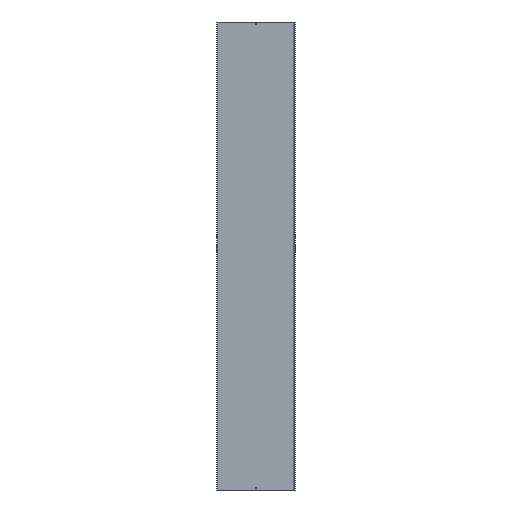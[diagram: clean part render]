
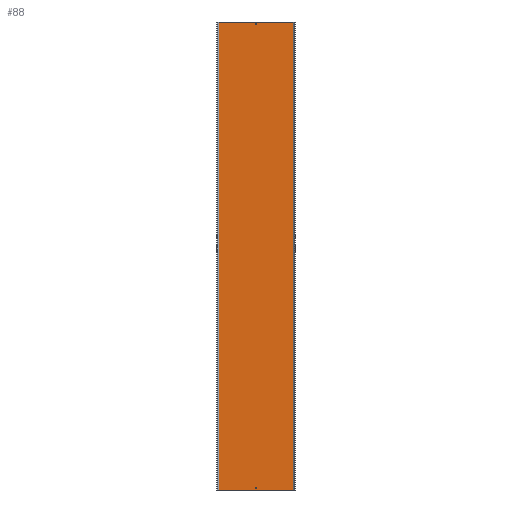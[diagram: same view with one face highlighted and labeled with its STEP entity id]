
A CAD part, front view. The second image highlights one B-rep face of the part: STEP entity #88.
In plain terms, the highlighted planar face has unit normal (0, -1, 0).
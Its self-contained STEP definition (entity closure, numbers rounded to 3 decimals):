
#28 = AXIS2_PLACEMENT_3D ( 'NONE', #174, #498, #361 ) ;
#56 = CARTESIAN_POINT ( 'NONE',  ( 241.616, -2., 1500. ) ) ;
#65 = VECTOR ( 'NONE', #455, 1000. ) ;
#66 = CARTESIAN_POINT ( 'NONE',  ( 2.75, -2., -1486. ) ) ;
#75 = VECTOR ( 'NONE', #77, 1000. ) ;
#77 = DIRECTION ( 'NONE',  ( 0., 0., -1. ) ) ;
#80 = CARTESIAN_POINT ( 'NONE',  ( -2.75, -2., 1486. ) ) ;
#82 = FACE_OUTER_BOUND ( 'NONE', #386, .T. ) ;
#88 = ADVANCED_FACE ( 'NONE', ( #132, #503, #82 ), #410, .F. ) ;
#112 = VERTEX_POINT ( 'NONE', #266 ) ;
#114 = VERTEX_POINT ( 'NONE', #412 ) ;
#116 = DIRECTION ( 'NONE',  ( 0., -1., 0. ) ) ;
#132 = FACE_BOUND ( 'NONE', #339, .T. ) ;
#134 = AXIS2_PLACEMENT_3D ( 'NONE', #322, #501, #269 ) ;
#136 = EDGE_CURVE ( 'NONE', #227, #112, #547, .T. ) ;
#139 = VERTEX_POINT ( 'NONE', #595 ) ;
#148 = DIRECTION ( 'NONE',  ( 0., -1., 0. ) ) ;
#164 = ORIENTED_EDGE ( 'NONE', *, *, #394, .F. ) ;
#168 = LINE ( 'NONE', #351, #65 ) ;
#174 = CARTESIAN_POINT ( 'NONE',  ( 0., -2., 1486. ) ) ;
#191 = AXIS2_PLACEMENT_3D ( 'NONE', #571, #116, #333 ) ;
#211 = DIRECTION ( 'NONE',  ( 1., 0., 0. ) ) ;
#227 = VERTEX_POINT ( 'NONE', #247 ) ;
#229 = EDGE_CURVE ( 'NONE', #227, #385, #168, .T. ) ;
#247 = CARTESIAN_POINT ( 'NONE',  ( -241.616, -2., 1500. ) ) ;
#248 = ORIENTED_EDGE ( 'NONE', *, *, #338, .F. ) ;
#266 = CARTESIAN_POINT ( 'NONE',  ( -241.616, -2., -1500. ) ) ;
#268 = CARTESIAN_POINT ( 'NONE',  ( -241.616, -2., 1500. ) ) ;
#269 = DIRECTION ( 'NONE',  ( -1., 0., 0. ) ) ;
#278 = EDGE_LOOP ( 'NONE', ( #248, #301 ) ) ;
#301 = ORIENTED_EDGE ( 'NONE', *, *, #443, .F. ) ;
#303 = CIRCLE ( 'NONE', #28, 2.75 ) ;
#310 = EDGE_CURVE ( 'NONE', #385, #139, #452, .T. ) ;
#318 = EDGE_CURVE ( 'NONE', #112, #139, #402, .T. ) ;
#319 = DIRECTION ( 'NONE',  ( 0., -1., 0. ) ) ;
#322 = CARTESIAN_POINT ( 'NONE',  ( 244., -2., 1500. ) ) ;
#333 = DIRECTION ( 'NONE',  ( -1., 0., 0. ) ) ;
#337 = DIRECTION ( 'NONE',  ( -1., 0., 0. ) ) ;
#338 = EDGE_CURVE ( 'NONE', #614, #516, #303, .T. ) ;
#339 = EDGE_LOOP ( 'NONE', ( #509, #164 ) ) ;
#342 = ORIENTED_EDGE ( 'NONE', *, *, #310, .F. ) ;
#350 = CARTESIAN_POINT ( 'NONE',  ( 0., -2., 1486. ) ) ;
#351 = CARTESIAN_POINT ( 'NONE',  ( 244., -2., 1500. ) ) ;
#352 = CARTESIAN_POINT ( 'NONE',  ( 2.75, -2., 1486. ) ) ;
#361 = DIRECTION ( 'NONE',  ( -1., 0., 0. ) ) ;
#373 = EDGE_CURVE ( 'NONE', #114, #522, #505, .T. ) ;
#380 = AXIS2_PLACEMENT_3D ( 'NONE', #350, #148, #337 ) ;
#385 = VERTEX_POINT ( 'NONE', #56 ) ;
#386 = EDGE_LOOP ( 'NONE', ( #425, #342, #428, #565 ) ) ;
#394 = EDGE_CURVE ( 'NONE', #522, #114, #411, .T. ) ;
#402 = LINE ( 'NONE', #581, #559 ) ;
#404 = CIRCLE ( 'NONE', #380, 2.75 ) ;
#410 = PLANE ( 'NONE',  #134 ) ;
#411 = CIRCLE ( 'NONE', #191, 2.75 ) ;
#412 = CARTESIAN_POINT ( 'NONE',  ( -2.75, -2., -1486. ) ) ;
#425 = ORIENTED_EDGE ( 'NONE', *, *, #318, .T. ) ;
#428 = ORIENTED_EDGE ( 'NONE', *, *, #229, .F. ) ;
#443 = EDGE_CURVE ( 'NONE', #516, #614, #404, .T. ) ;
#452 = LINE ( 'NONE', #588, #75 ) ;
#455 = DIRECTION ( 'NONE',  ( 1., 0., 0. ) ) ;
#460 = VECTOR ( 'NONE', #598, 1000. ) ;
#498 = DIRECTION ( 'NONE',  ( 0., -1., 0. ) ) ;
#501 = DIRECTION ( 'NONE',  ( 0., 1., 0. ) ) ;
#503 = FACE_BOUND ( 'NONE', #278, .T. ) ;
#505 = CIRCLE ( 'NONE', #586, 2.75 ) ;
#506 = DIRECTION ( 'NONE',  ( -1., 0., 0. ) ) ;
#509 = ORIENTED_EDGE ( 'NONE', *, *, #373, .F. ) ;
#516 = VERTEX_POINT ( 'NONE', #352 ) ;
#522 = VERTEX_POINT ( 'NONE', #66 ) ;
#547 = LINE ( 'NONE', #268, #460 ) ;
#559 = VECTOR ( 'NONE', #211, 1000. ) ;
#565 = ORIENTED_EDGE ( 'NONE', *, *, #136, .T. ) ;
#571 = CARTESIAN_POINT ( 'NONE',  ( 0., -2., -1486. ) ) ;
#581 = CARTESIAN_POINT ( 'NONE',  ( 244., -2., -1500. ) ) ;
#586 = AXIS2_PLACEMENT_3D ( 'NONE', #597, #319, #506 ) ;
#588 = CARTESIAN_POINT ( 'NONE',  ( 241.616, -2., 1500. ) ) ;
#595 = CARTESIAN_POINT ( 'NONE',  ( 241.616, -2., -1500. ) ) ;
#597 = CARTESIAN_POINT ( 'NONE',  ( 0., -2., -1486. ) ) ;
#598 = DIRECTION ( 'NONE',  ( 0., 0., -1. ) ) ;
#614 = VERTEX_POINT ( 'NONE', #80 ) ;
